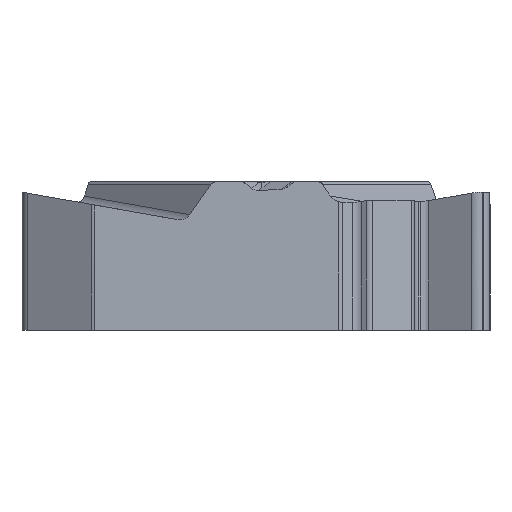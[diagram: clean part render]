
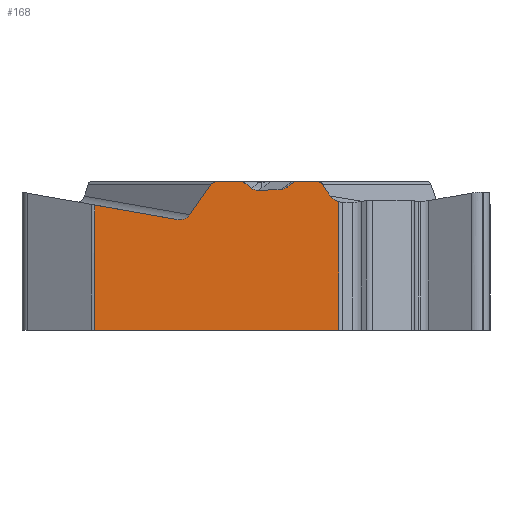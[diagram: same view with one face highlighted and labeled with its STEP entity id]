
A CAD part, left-side view. The second image highlights one B-rep face of the part: STEP entity #168.
In plain terms, the highlighted planar face has unit normal (-1, 0, 0).
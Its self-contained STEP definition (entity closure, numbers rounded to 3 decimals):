
#121=PLANE('',#2095);
#168=ADVANCED_FACE('',(#319),#121,.F.);
#319=FACE_OUTER_BOUND('',#421,.T.);
#421=EDGE_LOOP('',(#595,#596,#597,#598,#599,#600,#601,#602,#603,#604,#605,
#606,#607,#608,#609,#610,#611,#612,#613));
#533=ELLIPSE('',#2080,0.374,0.32);
#535=ELLIPSE('',#2083,0.368,0.32);
#541=ELLIPSE('',#2091,0.17,0.15);
#542=ELLIPSE('',#2092,0.15,0.15);
#543=ELLIPSE('',#2093,0.167,0.15);
#544=ELLIPSE('',#2094,0.177,0.15);
#595=ORIENTED_EDGE('',*,*,#1381,.F.);
#596=ORIENTED_EDGE('',*,*,#1382,.T.);
#597=ORIENTED_EDGE('',*,*,#1366,.T.);
#598=ORIENTED_EDGE('',*,*,#1383,.F.);
#599=ORIENTED_EDGE('',*,*,#1384,.F.);
#600=ORIENTED_EDGE('',*,*,#1385,.F.);
#601=ORIENTED_EDGE('',*,*,#1386,.F.);
#602=ORIENTED_EDGE('',*,*,#1387,.F.);
#603=ORIENTED_EDGE('',*,*,#1388,.F.);
#604=ORIENTED_EDGE('',*,*,#1389,.F.);
#605=ORIENTED_EDGE('',*,*,#1390,.F.);
#606=ORIENTED_EDGE('',*,*,#1391,.F.);
#607=ORIENTED_EDGE('',*,*,#1392,.F.);
#608=ORIENTED_EDGE('',*,*,#1393,.F.);
#609=ORIENTED_EDGE('',*,*,#1394,.F.);
#610=ORIENTED_EDGE('',*,*,#1395,.F.);
#611=ORIENTED_EDGE('',*,*,#1370,.T.);
#612=ORIENTED_EDGE('',*,*,#1396,.F.);
#613=ORIENTED_EDGE('',*,*,#1397,.T.);
#1172=VERTEX_POINT('',#3314);
#1173=VERTEX_POINT('',#3316);
#1175=VERTEX_POINT('',#3328);
#1177=VERTEX_POINT('',#3331);
#1187=VERTEX_POINT('',#3366);
#1188=VERTEX_POINT('',#3367);
#1189=VERTEX_POINT('',#3370);
#1190=VERTEX_POINT('',#3372);
#1191=VERTEX_POINT('',#3374);
#1192=VERTEX_POINT('',#3376);
#1193=VERTEX_POINT('',#3378);
#1194=VERTEX_POINT('',#3392);
#1195=VERTEX_POINT('',#3394);
#1196=VERTEX_POINT('',#3408);
#1197=VERTEX_POINT('',#3410);
#1198=VERTEX_POINT('',#3412);
#1199=VERTEX_POINT('',#3414);
#1200=VERTEX_POINT('',#3416);
#1201=VERTEX_POINT('',#3419);
#1366=EDGE_CURVE('',#1173,#1172,#533,.T.);
#1370=EDGE_CURVE('',#1177,#1175,#535,.T.);
#1381=EDGE_CURVE('',#1187,#1188,#1665,.T.);
#1382=EDGE_CURVE('',#1187,#1173,#1666,.T.);
#1383=EDGE_CURVE('',#1189,#1172,#1667,.T.);
#1384=EDGE_CURVE('',#1190,#1189,#541,.T.);
#1385=EDGE_CURVE('',#1191,#1190,#1668,.T.);
#1386=EDGE_CURVE('',#1192,#1191,#542,.T.);
#1387=EDGE_CURVE('',#1193,#1192,#1669,.T.);
#1388=EDGE_CURVE('',#1194,#1193,#2027,.T.);
#1389=EDGE_CURVE('',#1195,#1194,#1670,.T.);
#1390=EDGE_CURVE('',#1196,#1195,#2028,.T.);
#1391=EDGE_CURVE('',#1197,#1196,#1671,.T.);
#1392=EDGE_CURVE('',#1198,#1197,#543,.T.);
#1393=EDGE_CURVE('',#1199,#1198,#1672,.T.);
#1394=EDGE_CURVE('',#1200,#1199,#544,.T.);
#1395=EDGE_CURVE('',#1177,#1200,#1673,.T.);
#1396=EDGE_CURVE('',#1201,#1175,#1674,.T.);
#1397=EDGE_CURVE('',#1201,#1188,#1675,.T.);
#1665=LINE('',#3365,#1839);
#1666=LINE('',#3368,#1840);
#1667=LINE('',#3369,#1841);
#1668=LINE('',#3373,#1842);
#1669=LINE('',#3377,#1843);
#1670=LINE('',#3393,#1844);
#1671=LINE('',#3409,#1845);
#1672=LINE('',#3413,#1846);
#1673=LINE('',#3417,#1847);
#1674=LINE('',#3418,#1848);
#1675=LINE('',#3420,#1849);
#1839=VECTOR('',#2303,1.);
#1840=VECTOR('',#2304,1.);
#1841=VECTOR('',#2305,1.);
#1842=VECTOR('',#2308,1.);
#1843=VECTOR('',#2311,1.);
#1844=VECTOR('',#2312,1.);
#1845=VECTOR('',#2313,1.);
#1846=VECTOR('',#2316,1.);
#1847=VECTOR('',#2319,1.);
#1848=VECTOR('',#2320,1.);
#1849=VECTOR('',#2321,1.);
#2027=B_SPLINE_CURVE_WITH_KNOTS('',3,(#3379,#3380,#3381,#3382,#3383,#3384,
#3385,#3386,#3387,#3388,#3389,#3390,#3391),.UNSPECIFIED.,.F.,.F.,(4,3,3,
3,4),(0.,0.249,0.498,0.746,1.),
 .UNSPECIFIED.);
#2028=B_SPLINE_CURVE_WITH_KNOTS('',3,(#3395,#3396,#3397,#3398,#3399,#3400,
#3401,#3402,#3403,#3404,#3405,#3406,#3407),.UNSPECIFIED.,.F.,.F.,(4,3,3,
3,4),(0.,0.234,0.468,0.701,1.),
 .UNSPECIFIED.);
#2080=AXIS2_PLACEMENT_3D('',#3315,#2277,#2278);
#2083=AXIS2_PLACEMENT_3D('',#3330,#2284,#2285);
#2091=AXIS2_PLACEMENT_3D('',#3371,#2306,#2307);
#2092=AXIS2_PLACEMENT_3D('',#3375,#2309,#2310);
#2093=AXIS2_PLACEMENT_3D('',#3411,#2314,#2315);
#2094=AXIS2_PLACEMENT_3D('',#3415,#2317,#2318);
#2095=AXIS2_PLACEMENT_3D('',#3421,#2322,#2323);
#2277=DIRECTION('',(1.,0.,0.));
#2278=DIRECTION('',(0.,0.986,0.165));
#2284=DIRECTION('',(1.,0.,0.));
#2285=DIRECTION('',(0.,0.985,0.174));
#2303=DIRECTION('',(0.,1.,0.));
#2304=DIRECTION('',(0.,0.,1.));
#2305=DIRECTION('',(0.,-0.558,-0.83));
#2306=DIRECTION('',(1.,0.,0.));
#2307=DIRECTION('',(0.,1.,0.));
#2308=DIRECTION('',(0.,-1.,0.));
#2309=DIRECTION('',(1.,0.,0.));
#2310=DIRECTION('',(0.,-1.,0.));
#2311=DIRECTION('',(0.,-0.759,0.651));
#2312=DIRECTION('',(0.,-0.999,0.043));
#2313=DIRECTION('',(0.,-0.792,-0.611));
#2314=DIRECTION('',(1.,0.,0.));
#2315=DIRECTION('',(0.,1.,0.));
#2316=DIRECTION('',(0.,-1.,0.));
#2317=DIRECTION('',(1.,0.,0.));
#2318=DIRECTION('',(0.,1.,0.));
#2319=DIRECTION('',(0.,-0.574,0.819));
#2320=DIRECTION('',(0.,-0.985,-0.174));
#2321=DIRECTION('',(0.,0.,-1.));
#2322=DIRECTION('',(1.,0.,0.));
#2323=DIRECTION('',(0.,0.,-1.));
#3314=CARTESIAN_POINT('',(-4.763,-1.965,-0.113));
#3315=CARTESIAN_POINT('',(-4.763,-2.285,0.037));
#3316=CARTESIAN_POINT('',(-4.763,-2.207,-0.274));
#3328=CARTESIAN_POINT('',(-4.763,2.45,-0.785));
#3330=CARTESIAN_POINT('',(-4.763,2.394,-0.47));
#3331=CARTESIAN_POINT('',(-4.763,2.08,-0.647));
#3365=CARTESIAN_POINT('',(-4.763,-3.173,-3.97));
#3366=CARTESIAN_POINT('',(-4.763,-2.207,-3.97));
#3367=CARTESIAN_POINT('',(-4.763,4.812,-3.97));
#3368=CARTESIAN_POINT('',(-4.763,-2.207,3.3));
#3369=CARTESIAN_POINT('',(-4.763,-0.312,2.344));
#3370=CARTESIAN_POINT('',(-4.763,-1.736,0.227));
#3371=CARTESIAN_POINT('',(-4.763,-1.59,0.15));
#3372=CARTESIAN_POINT('',(-4.763,-1.59,0.3));
#3373=CARTESIAN_POINT('',(-4.763,3.173,0.3));
#3374=CARTESIAN_POINT('',(-4.763,-0.971,0.3));
#3375=CARTESIAN_POINT('',(-4.763,-0.971,0.15));
#3376=CARTESIAN_POINT('',(-4.763,-0.873,0.264));
#3377=CARTESIAN_POINT('',(-4.763,1.59,-1.847));
#3378=CARTESIAN_POINT('',(-4.763,-0.748,0.157));
#3379=CARTESIAN_POINT('',(-4.763,-0.55,0.078));
#3380=CARTESIAN_POINT('',(-4.763,-0.568,0.079));
#3381=CARTESIAN_POINT('',(-4.763,-0.586,0.082));
#3382=CARTESIAN_POINT('',(-4.763,-0.603,0.085));
#3383=CARTESIAN_POINT('',(-4.763,-0.621,0.089));
#3384=CARTESIAN_POINT('',(-4.763,-0.638,0.094));
#3385=CARTESIAN_POINT('',(-4.763,-0.655,0.101));
#3386=CARTESIAN_POINT('',(-4.763,-0.672,0.108));
#3387=CARTESIAN_POINT('',(-4.763,-0.688,0.116));
#3388=CARTESIAN_POINT('',(-4.763,-0.703,0.125));
#3389=CARTESIAN_POINT('',(-4.763,-0.719,0.134));
#3390=CARTESIAN_POINT('',(-4.763,-0.734,0.145));
#3391=CARTESIAN_POINT('',(-4.763,-0.748,0.157));
#3392=CARTESIAN_POINT('',(-4.763,-0.55,0.078));
#3393=CARTESIAN_POINT('',(-4.763,-3.165,0.19));
#3394=CARTESIAN_POINT('',(-4.763,0.098,0.051));
#3395=CARTESIAN_POINT('',(-4.763,0.297,0.113));
#3396=CARTESIAN_POINT('',(-4.763,0.284,0.102));
#3397=CARTESIAN_POINT('',(-4.763,0.269,0.093));
#3398=CARTESIAN_POINT('',(-4.763,0.255,0.086));
#3399=CARTESIAN_POINT('',(-4.763,0.24,0.078));
#3400=CARTESIAN_POINT('',(-4.763,0.225,0.071));
#3401=CARTESIAN_POINT('',(-4.763,0.209,0.066));
#3402=CARTESIAN_POINT('',(-4.763,0.194,0.061));
#3403=CARTESIAN_POINT('',(-4.763,0.177,0.057));
#3404=CARTESIAN_POINT('',(-4.763,0.161,0.054));
#3405=CARTESIAN_POINT('',(-4.763,0.14,0.051));
#3406=CARTESIAN_POINT('',(-4.763,0.119,0.05));
#3407=CARTESIAN_POINT('',(-4.763,0.098,0.051));
#3408=CARTESIAN_POINT('',(-4.763,0.297,0.113));
#3409=CARTESIAN_POINT('',(-4.763,-1.933,-1.607));
#3410=CARTESIAN_POINT('',(-4.763,0.493,0.264));
#3411=CARTESIAN_POINT('',(-4.763,0.601,0.15));
#3412=CARTESIAN_POINT('',(-4.763,0.601,0.3));
#3413=CARTESIAN_POINT('',(-4.763,-3.173,0.3));
#3414=CARTESIAN_POINT('',(-4.763,1.316,0.3));
#3415=CARTESIAN_POINT('',(-4.763,1.316,0.15));
#3416=CARTESIAN_POINT('',(-4.763,1.468,0.227));
#3417=CARTESIAN_POINT('',(-4.763,0.048,2.255));
#3418=CARTESIAN_POINT('',(-4.763,-2.869,-1.723));
#3419=CARTESIAN_POINT('',(-4.763,4.812,-0.368));
#3420=CARTESIAN_POINT('',(-4.763,4.812,-5.47));
#3421=CARTESIAN_POINT('',(-4.763,-3.173,0.));
